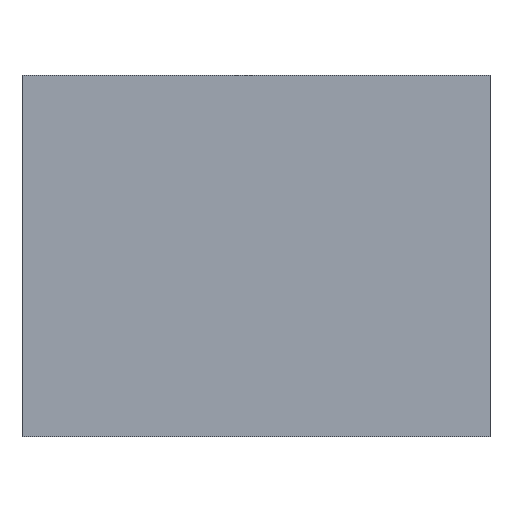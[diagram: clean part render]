
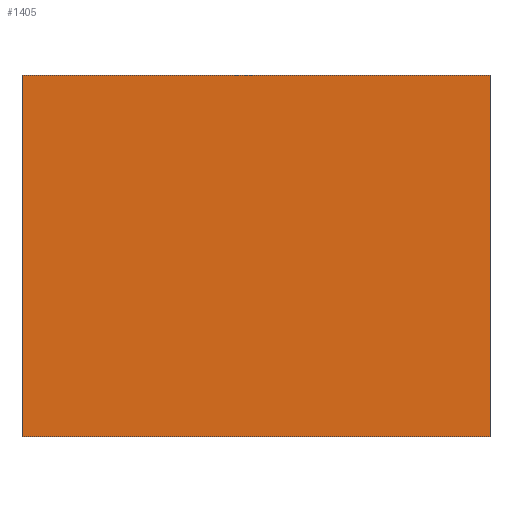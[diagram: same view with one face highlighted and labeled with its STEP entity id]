
A CAD part, front view. The second image highlights one B-rep face of the part: STEP entity #1405.
In plain terms, the highlighted planar face has unit normal (0, -1, 0).
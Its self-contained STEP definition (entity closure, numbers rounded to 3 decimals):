
#5 = LINE ( 'NONE', #1075, #611 ) ;
#14 = EDGE_CURVE ( 'NONE', #1046, #1395, #5, .T. ) ;
#55 = VECTOR ( 'NONE', #383, 1000. ) ;
#89 = LINE ( 'NONE', #652, #735 ) ;
#96 = ORIENTED_EDGE ( 'NONE', *, *, #1354, .F. ) ;
#158 = ORIENTED_EDGE ( 'NONE', *, *, #464, .F. ) ;
#383 = DIRECTION ( 'NONE',  ( -1., 0., 0. ) ) ;
#402 = DIRECTION ( 'NONE',  ( 0., 0., 1. ) ) ;
#404 = CARTESIAN_POINT ( 'NONE',  ( 219., 0., 169. ) ) ;
#434 = EDGE_CURVE ( 'NONE', #895, #691, #511, .T. ) ;
#464 = EDGE_CURVE ( 'NONE', #691, #1046, #89, .T. ) ;
#493 = DIRECTION ( 'NONE',  ( 1., 0., 0. ) ) ;
#498 = CARTESIAN_POINT ( 'NONE',  ( -219., 0., -169. ) ) ;
#511 = LINE ( 'NONE', #498, #55 ) ;
#541 = ORIENTED_EDGE ( 'NONE', *, *, #434, .F. ) ;
#611 = VECTOR ( 'NONE', #493, 1000. ) ;
#645 = ORIENTED_EDGE ( 'NONE', *, *, #14, .F. ) ;
#652 = CARTESIAN_POINT ( 'NONE',  ( -219., 0., 169. ) ) ;
#691 = VERTEX_POINT ( 'NONE', #1399 ) ;
#707 = AXIS2_PLACEMENT_3D ( 'NONE', #1345, #1453, #761 ) ;
#716 = CARTESIAN_POINT ( 'NONE',  ( 219., 0., -169. ) ) ;
#735 = VECTOR ( 'NONE', #402, 1000. ) ;
#753 = DIRECTION ( 'NONE',  ( 0., 0., -1. ) ) ;
#761 = DIRECTION ( 'NONE',  ( 0., 0., -1. ) ) ;
#866 = CARTESIAN_POINT ( 'NONE',  ( 219., 0., 169. ) ) ;
#873 = LINE ( 'NONE', #404, #1051 ) ;
#895 = VERTEX_POINT ( 'NONE', #716 ) ;
#969 = FACE_OUTER_BOUND ( 'NONE', #1490, .T. ) ;
#1046 = VERTEX_POINT ( 'NONE', #1254 ) ;
#1051 = VECTOR ( 'NONE', #753, 1000. ) ;
#1075 = CARTESIAN_POINT ( 'NONE',  ( -219., 0., 169. ) ) ;
#1095 = PLANE ( 'NONE',  #707 ) ;
#1254 = CARTESIAN_POINT ( 'NONE',  ( -219., 0., 169. ) ) ;
#1345 = CARTESIAN_POINT ( 'NONE',  ( 0., 0., 0. ) ) ;
#1354 = EDGE_CURVE ( 'NONE', #1395, #895, #873, .T. ) ;
#1395 = VERTEX_POINT ( 'NONE', #866 ) ;
#1399 = CARTESIAN_POINT ( 'NONE',  ( -219., 0., -169. ) ) ;
#1405 = ADVANCED_FACE ( 'NONE', ( #969 ), #1095, .T. ) ;
#1453 = DIRECTION ( 'NONE',  ( 0., -1., 0. ) ) ;
#1490 = EDGE_LOOP ( 'NONE', ( #96, #645, #158, #541 ) ) ;
